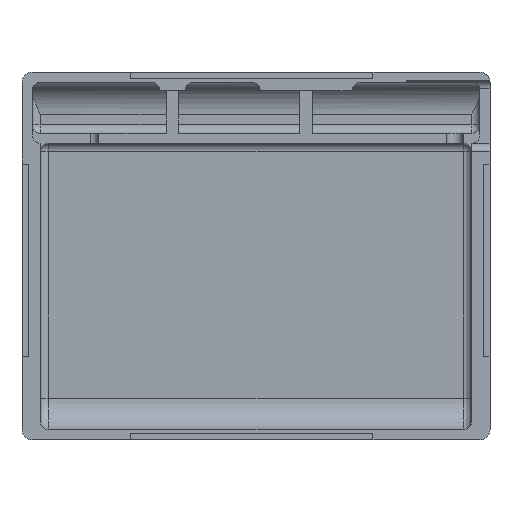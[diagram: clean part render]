
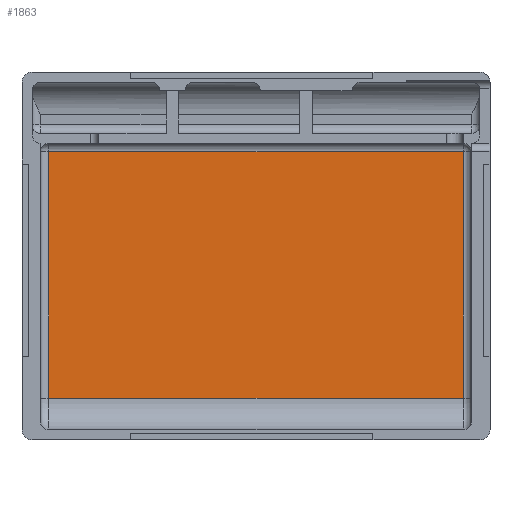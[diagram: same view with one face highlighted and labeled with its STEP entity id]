
A CAD part, top view. The second image highlights one B-rep face of the part: STEP entity #1863.
In plain terms, the highlighted planar face has unit normal (0, 0, 1).
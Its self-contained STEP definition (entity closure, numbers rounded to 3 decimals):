
#129=FACE_OUTER_BOUND('',#233,.T.);
#233=EDGE_LOOP('',(#1525,#1526,#1527,#1528));
#487=LINE('',#3089,#679);
#491=LINE('',#3106,#683);
#493=LINE('',#3116,#685);
#495=LINE('',#3121,#687);
#679=VECTOR('',#2413,10.);
#683=VECTOR('',#2437,10.);
#685=VECTOR('',#2451,10.);
#687=VECTOR('',#2459,10.);
#875=VERTEX_POINT('',#3082);
#877=VERTEX_POINT('',#3087);
#880=VERTEX_POINT('',#3102);
#882=VERTEX_POINT('',#3112);
#1104=EDGE_CURVE('',#877,#875,#487,.T.);
#1114=EDGE_CURVE('',#875,#880,#491,.T.);
#1119=EDGE_CURVE('',#880,#882,#493,.T.);
#1121=EDGE_CURVE('',#882,#877,#495,.T.);
#1525=ORIENTED_EDGE('',*,*,#1119,.F.);
#1526=ORIENTED_EDGE('',*,*,#1114,.F.);
#1527=ORIENTED_EDGE('',*,*,#1104,.F.);
#1528=ORIENTED_EDGE('',*,*,#1121,.F.);
#1779=PLANE('',#2025);
#1863=ADVANCED_FACE('',(#129),#1779,.T.);
#2025=AXIS2_PLACEMENT_3D('',#3120,#2457,#2458);
#2413=DIRECTION('',(0.,1.,0.));
#2437=DIRECTION('',(1.,0.,0.));
#2451=DIRECTION('',(0.,-1.,0.));
#2457=DIRECTION('center_axis',(0.,0.,1.));
#2458=DIRECTION('ref_axis',(1.,0.,0.));
#2459=DIRECTION('',(-1.,0.,0.));
#3082=CARTESIAN_POINT('',(3.2,34.5,0.8));
#3087=CARTESIAN_POINT('',(3.2,5.,0.8));
#3089=CARTESIAN_POINT('',(3.2,20.175,0.8));
#3102=CARTESIAN_POINT('',(52.8,34.5,0.8));
#3106=CARTESIAN_POINT('',(14.6,34.5,0.8));
#3112=CARTESIAN_POINT('',(52.8,5.,0.8));
#3116=CARTESIAN_POINT('',(52.8,20.175,0.8));
#3120=CARTESIAN_POINT('Origin',(28.,22.,0.8));
#3121=CARTESIAN_POINT('',(14.,5.,0.8));
